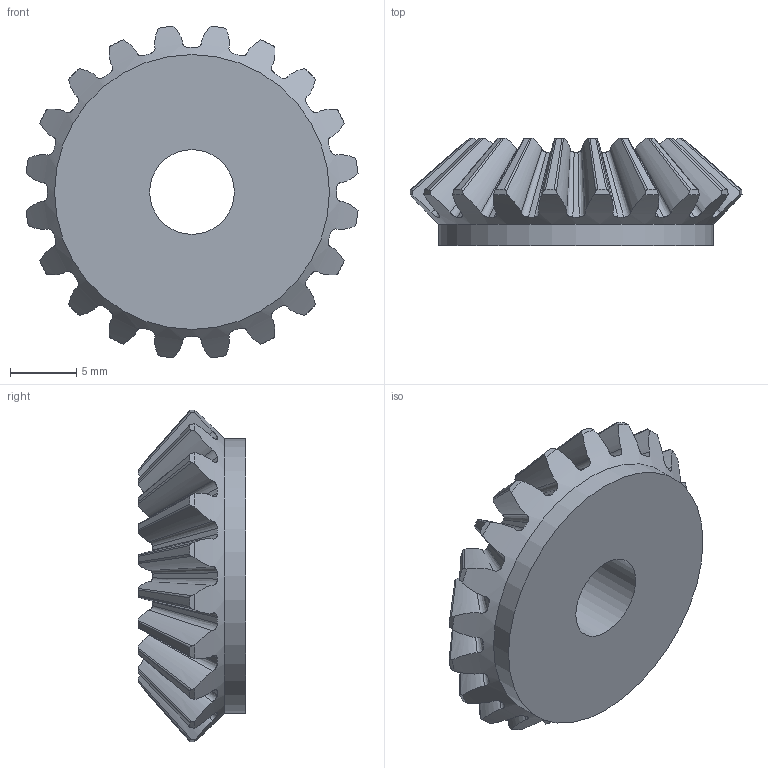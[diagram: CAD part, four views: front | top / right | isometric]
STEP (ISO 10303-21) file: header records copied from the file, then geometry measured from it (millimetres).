
FILE_DESCRIPTION(/* description */ ('','CAx-IF Rec.Pracs.---Representation and Presentation of Product Manufacturing Information (PMI)---4.0---2014-10-13'),/* implementation_level */ '2;1');
FILE_NAME(/* name */ 'AUV_gripper_Bavel gear v1 v1.step',/* time_stamp */ '2025-02-22T14:15:06+06:00',/* author */ (''),/* organization */ (''),/* preprocessor_version */ 'ST-DEVELOPER v20',/* originating_system */ 'Autodesk Translation Framework v13.20.0.188',/* authorisation */ '');
FILE_SCHEMA (('AP242_MANAGED_MODEL_BASED_3D_ENGINEERING_MIM_LF { 1 0 10303 442 1 1 4 }'));
Length unit declared in the file: millimetre
Products named in the file (1): 3560N11_Metal Miter Gear
Bounding box: 25.12 x 8.12 x 25.12 mm (x, y, z)
Volume: 2103.9 mm3; surface area: 1625 mm2
Topology: 1 solids, 1 shells, 207 faces, 614 edges, 409 vertices
Faces by surface type: bspline 140, cone 23, plane 22, cylinder 22
Full cylindrical faces by diameter (mm): 6.4 x1, 20.8 x1
Entity records: 13166 total; most frequent: CARTESIAN_POINT 8611, ORIENTED_EDGE 1228, EDGE_CURVE 614, DIRECTION 499, VERTEX_POINT 409, B_SPLINE_CURVE_WITH_KNOTS 360, EDGE_LOOP 209, FACE_OUTER_BOUND 207
